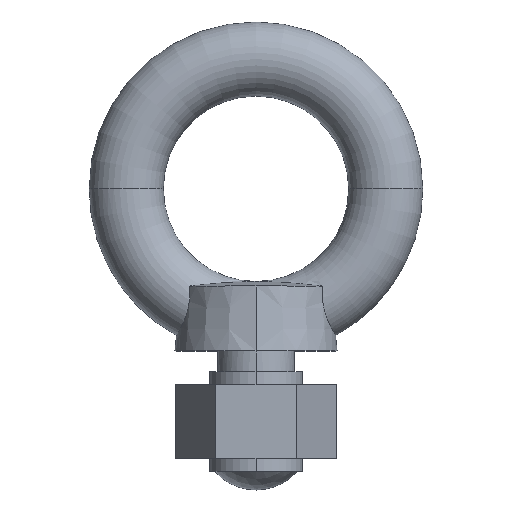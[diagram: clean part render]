
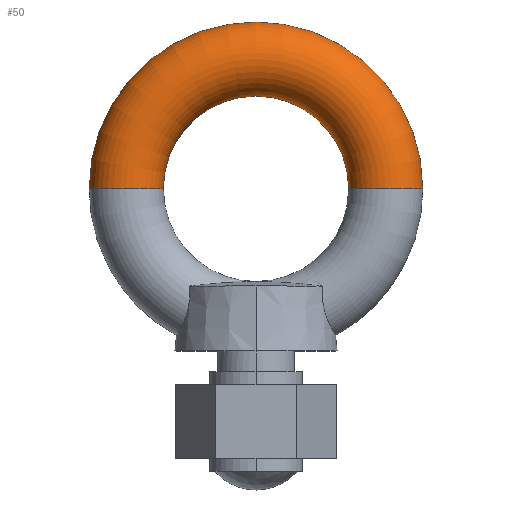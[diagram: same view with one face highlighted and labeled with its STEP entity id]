
A CAD part, top view. The second image highlights one B-rep face of the part: STEP entity #50.
In plain terms, the highlighted toroidal (fillet/blend) face has major radius 28 mm and minor radius 8 mm.
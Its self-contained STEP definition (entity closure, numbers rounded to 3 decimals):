
#7 = VERTEX_POINT ( 'NONE', #387 ) ;
#38 = VERTEX_POINT ( 'NONE', #468 ) ;
#48 = EDGE_CURVE ( 'NONE', #74, #186, #570, .T. ) ;
#50 = ADVANCED_FACE ( 'NONE', ( #571 ), #574, .T. ) ;
#51 = EDGE_LOOP ( 'NONE', ( #120, #149, #147, #150 ) ) ;
#52 = EDGE_CURVE ( 'NONE', #7, #38, #558, .T. ) ;
#74 = VERTEX_POINT ( 'NONE', #530 ) ;
#120 = ORIENTED_EDGE ( 'NONE', *, *, #52, .F. ) ;
#147 = ORIENTED_EDGE ( 'NONE', *, *, #48, .T. ) ;
#148 = EDGE_CURVE ( 'NONE', #74, #7, #703, .T. ) ;
#149 = ORIENTED_EDGE ( 'NONE', *, *, #148, .F. ) ;
#150 = ORIENTED_EDGE ( 'NONE', *, *, #151, .T. ) ;
#151 = EDGE_CURVE ( 'NONE', #186, #38, #777, .T. ) ;
#186 = VERTEX_POINT ( 'NONE', #799 ) ;
#387 = CARTESIAN_POINT ( 'NONE',  ( -36., 0., 0. ) ) ;
#441 = CARTESIAN_POINT ( 'NONE',  ( 0., 0., 0. ) ) ;
#442 = DIRECTION ( 'NONE',  ( -1., 0., 0. ) ) ;
#443 = DIRECTION ( 'NONE',  ( 0., 0., -1. ) ) ;
#444 = CARTESIAN_POINT ( 'NONE',  ( 0., 0., 0. ) ) ;
#468 = CARTESIAN_POINT ( 'NONE',  ( 36., 0., 0. ) ) ;
#492 = DIRECTION ( 'NONE',  ( -1., 0., 0. ) ) ;
#530 = CARTESIAN_POINT ( 'NONE',  ( -20., 0., 0. ) ) ;
#555 = DIRECTION ( 'NONE',  ( 0., 0., -1. ) ) ;
#556 = CARTESIAN_POINT ( 'NONE',  ( 0., 0., 0. ) ) ;
#557 = AXIS2_PLACEMENT_3D ( 'NONE', #556, #555, #492 ) ;
#558 = CIRCLE ( 'NONE', #557, 36. ) ;
#559 = DIRECTION ( 'NONE',  ( -1., 0., 0. ) ) ;
#569 = AXIS2_PLACEMENT_3D ( 'NONE', #444, #443, #442 ) ;
#570 = CIRCLE ( 'NONE', #569, 20. ) ;
#571 = FACE_OUTER_BOUND ( 'NONE', #51, .T. ) ;
#572 = DIRECTION ( 'NONE',  ( 0., 0., -1. ) ) ;
#573 = AXIS2_PLACEMENT_3D ( 'NONE', #441, #572, #559 ) ;
#574 = TOROIDAL_SURFACE ( 'NONE', #573, 28., 8. ) ;
#632 = DIRECTION ( 'NONE',  ( 0., 0., -1. ) ) ;
#633 = DIRECTION ( 'NONE',  ( 0., -1., 0. ) ) ;
#645 = CARTESIAN_POINT ( 'NONE',  ( -28., 0., 0. ) ) ;
#702 = AXIS2_PLACEMENT_3D ( 'NONE', #645, #633, #632 ) ;
#703 = CIRCLE ( 'NONE', #702, 8. ) ;
#704 = CARTESIAN_POINT ( 'NONE',  ( 28., 0., 0. ) ) ;
#774 = DIRECTION ( 'NONE',  ( -1., 0., 0. ) ) ;
#775 = DIRECTION ( 'NONE',  ( 0., 1., 0. ) ) ;
#776 = AXIS2_PLACEMENT_3D ( 'NONE', #704, #775, #774 ) ;
#777 = CIRCLE ( 'NONE', #776, 8. ) ;
#799 = CARTESIAN_POINT ( 'NONE',  ( 20., 0., 0. ) ) ;
